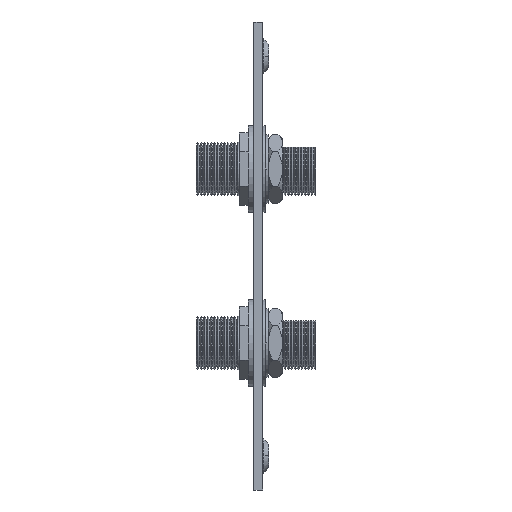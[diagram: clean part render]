
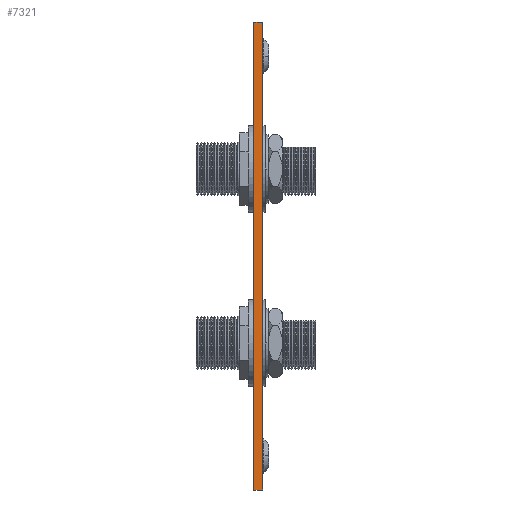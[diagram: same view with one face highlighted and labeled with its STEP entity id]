
A CAD part, left-side view. The second image highlights one B-rep face of the part: STEP entity #7321.
In plain terms, the highlighted face is planar.
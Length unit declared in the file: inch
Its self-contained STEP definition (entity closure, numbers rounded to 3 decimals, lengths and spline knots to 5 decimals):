
#49 = CARTESIAN_POINT ( 'NONE',  ( 1.34, 0., -1.615 ) ) ;
#473 = EDGE_CURVE ( 'NONE', #8365, #3057, #7634, .T. ) ;
#984 = FACE_OUTER_BOUND ( 'NONE', #7949, .T. ) ;
#1224 = LINE ( 'NONE', #4559, #3485 ) ;
#1310 = VECTOR ( 'NONE', #8742, 39.37008 ) ;
#1564 = CARTESIAN_POINT ( 'NONE',  ( 1.34, 0., 1.615 ) ) ;
#1620 = CARTESIAN_POINT ( 'NONE',  ( 1.34, 0., 1.615 ) ) ;
#1760 = EDGE_CURVE ( 'NONE', #5966, #8181, #5710, .T. ) ;
#2508 = CARTESIAN_POINT ( 'NONE',  ( 1.34, 0.06, -1.615 ) ) ;
#2659 = ORIENTED_EDGE ( 'NONE', *, *, #1760, .F. ) ;
#2793 = VECTOR ( 'NONE', #6727, 39.37008 ) ;
#3041 = DIRECTION ( 'NONE',  ( 0., 1., 0. ) ) ;
#3057 = VERTEX_POINT ( 'NONE', #2508 ) ;
#3485 = VECTOR ( 'NONE', #5889, 39.37008 ) ;
#3865 = AXIS2_PLACEMENT_3D ( 'NONE', #7237, #6625, #7136 ) ;
#3995 = ORIENTED_EDGE ( 'NONE', *, *, #9008, .F. ) ;
#4559 = CARTESIAN_POINT ( 'NONE',  ( 1.34, 0.06, -1.615 ) ) ;
#5710 = LINE ( 'NONE', #1564, #1310 ) ;
#5724 = VECTOR ( 'NONE', #3041, 39.37008 ) ;
#5756 = ORIENTED_EDGE ( 'NONE', *, *, #6893, .T. ) ;
#5889 = DIRECTION ( 'NONE',  ( 0., 0., 1. ) ) ;
#5921 = LINE ( 'NONE', #7377, #2793 ) ;
#5966 = VERTEX_POINT ( 'NONE', #1620 ) ;
#6247 = ORIENTED_EDGE ( 'NONE', *, *, #473, .T. ) ;
#6595 = PLANE ( 'NONE',  #3865 ) ;
#6625 = DIRECTION ( 'NONE',  ( 1., 0., 0. ) ) ;
#6727 = DIRECTION ( 'NONE',  ( 0., 0., 1. ) ) ;
#6893 = EDGE_CURVE ( 'NONE', #3057, #8181, #1224, .T. ) ;
#7122 = CARTESIAN_POINT ( 'NONE',  ( 1.34, 0.06, 1.615 ) ) ;
#7136 = DIRECTION ( 'NONE',  ( 0., 1., 0. ) ) ;
#7237 = CARTESIAN_POINT ( 'NONE',  ( 1.34, 0., -1.615 ) ) ;
#7321 = ADVANCED_FACE ( 'NONE', ( #984 ), #6595, .T. ) ;
#7377 = CARTESIAN_POINT ( 'NONE',  ( 1.34, 0., -1.615 ) ) ;
#7634 = LINE ( 'NONE', #49, #5724 ) ;
#7949 = EDGE_LOOP ( 'NONE', ( #2659, #3995, #6247, #5756 ) ) ;
#8038 = CARTESIAN_POINT ( 'NONE',  ( 1.34, 0., -1.615 ) ) ;
#8181 = VERTEX_POINT ( 'NONE', #7122 ) ;
#8365 = VERTEX_POINT ( 'NONE', #8038 ) ;
#8742 = DIRECTION ( 'NONE',  ( 0., 1., 0. ) ) ;
#9008 = EDGE_CURVE ( 'NONE', #8365, #5966, #5921, .T. ) ;
